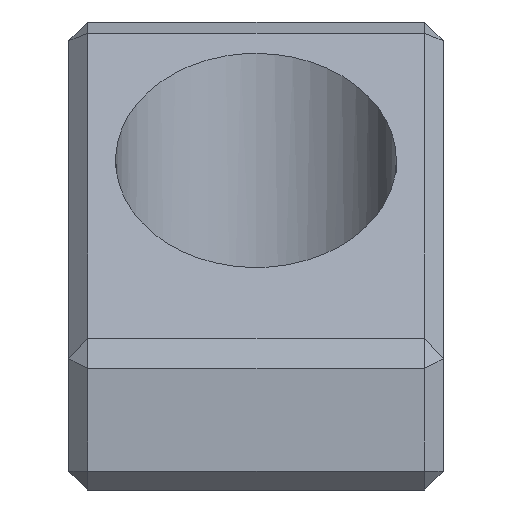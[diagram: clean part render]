
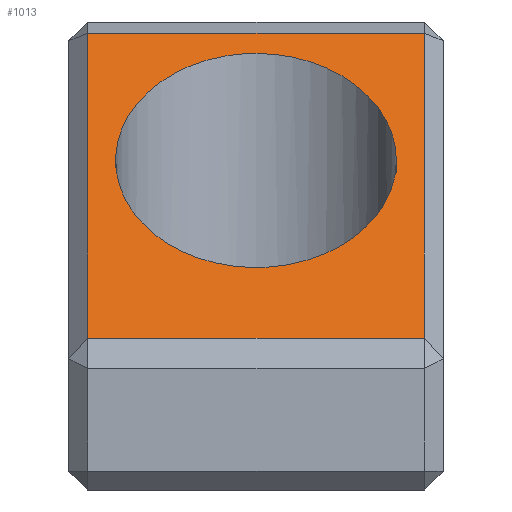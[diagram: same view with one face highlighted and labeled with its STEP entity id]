
A CAD part, left-side view. The second image highlights one B-rep face of the part: STEP entity #1013.
In plain terms, the highlighted planar face has unit normal (-0.606, 0, 0.795).
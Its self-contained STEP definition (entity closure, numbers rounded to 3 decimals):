
#18=FACE_BOUND('',#219,.T.);
#79=PLANE('',#1103);
#147=FACE_OUTER_BOUND('',#218,.T.);
#218=EDGE_LOOP('',(#914,#915,#916,#917));
#219=EDGE_LOOP('',(#918));
#227=ELLIPSE('',#1035,3.773,3.);
#300=LINE('',#1563,#424);
#311=LINE('',#1582,#435);
#322=LINE('',#1598,#446);
#324=LINE('',#1601,#448);
#424=VECTOR('',#1260,10.);
#435=VECTOR('',#1281,10.);
#446=VECTOR('',#1302,10.);
#448=VECTOR('',#1306,10.);
#484=VERTEX_POINT('',#1391);
#526=VERTEX_POINT('',#1507);
#534=VERTEX_POINT('',#1526);
#536=VERTEX_POINT('',#1535);
#545=VERTEX_POINT('',#1556);
#553=EDGE_CURVE('',#484,#484,#227,.T.);
#630=EDGE_CURVE('',#545,#534,#300,.T.);
#641=EDGE_CURVE('',#536,#545,#311,.T.);
#652=EDGE_CURVE('',#526,#536,#322,.T.);
#654=EDGE_CURVE('',#534,#526,#324,.T.);
#914=ORIENTED_EDGE('',*,*,#630,.F.);
#915=ORIENTED_EDGE('',*,*,#641,.F.);
#916=ORIENTED_EDGE('',*,*,#652,.F.);
#917=ORIENTED_EDGE('',*,*,#654,.F.);
#918=ORIENTED_EDGE('',*,*,#553,.T.);
#1013=ADVANCED_FACE('',(#147,#18),#79,.T.);
#1035=AXIS2_PLACEMENT_3D('',#1393,#1116,#1117);
#1103=AXIS2_PLACEMENT_3D('',#1650,#1375,#1376);
#1116=DIRECTION('center_axis',(0.606,0.,-0.795));
#1117=DIRECTION('ref_axis',(-0.795,0.,-0.606));
#1260=DIRECTION('',(-0.795,0.,-0.606));
#1281=DIRECTION('',(0.,-1.,0.));
#1302=DIRECTION('',(0.795,0.,0.606));
#1306=DIRECTION('',(0.,1.,0.));
#1375=DIRECTION('center_axis',(-0.606,0.,0.795));
#1376=DIRECTION('ref_axis',(0.795,0.,0.606));
#1391=CARTESIAN_POINT('',(-31.7,4.,11.528));
#1393=CARTESIAN_POINT('Origin',(-34.7,4.,9.241));
#1507=CARTESIAN_POINT('',(-39.682,7.6,5.443));
#1526=CARTESIAN_POINT('',(-39.682,0.4,5.443));
#1535=CARTESIAN_POINT('',(-31.137,7.6,11.957));
#1556=CARTESIAN_POINT('',(-31.137,0.4,11.957));
#1563=CARTESIAN_POINT('',(-26.87,0.4,15.211));
#1582=CARTESIAN_POINT('',(-31.137,0.,11.957));
#1598=CARTESIAN_POINT('',(-26.87,7.6,15.211));
#1601=CARTESIAN_POINT('',(-39.682,0.,5.443));
#1650=CARTESIAN_POINT('Origin',(-40.,0.,5.2));
